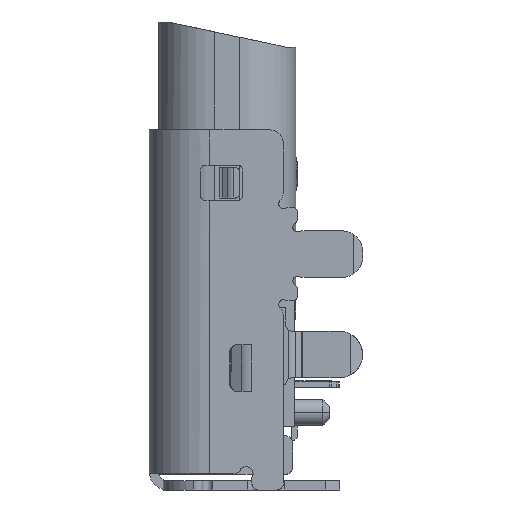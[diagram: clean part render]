
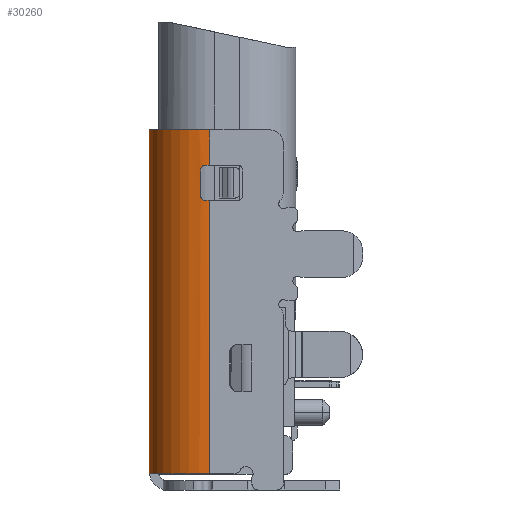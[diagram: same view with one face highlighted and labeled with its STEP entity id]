
A CAD part, left-side view. The second image highlights one B-rep face of the part: STEP entity #30260.
In plain terms, the highlighted cylindrical face has radius 1.3 mm (diameter 2.6 mm), a partial arc.
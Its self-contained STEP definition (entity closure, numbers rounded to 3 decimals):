
#3406=CARTESIAN_POINT('',(-3.29,0.37,3.45));
#3407=DIRECTION('',(0.,0.,-1.));
#3408=DIRECTION('',(-1.,0.,0.));
#3409=AXIS2_PLACEMENT_3D('',#3406,#3407,#3408);
#3440=CARTESIAN_POINT('',(-3.29,0.37,1.942));
#3441=DIRECTION('',(0.,0.,-1.));
#3442=DIRECTION('',(-1.,0.,0.));
#3443=AXIS2_PLACEMENT_3D('',#3440,#3441,#3442);
#3827=DIRECTION('',(0.,0.,-1.));
#3828=VECTOR('',#3827,5.852);
#3829=CARTESIAN_POINT('',(-4.59,0.37,1.942));
#3830=LINE('16603',#3829,#3828);
#3831=DIRECTION('',(0.,0.,1.));
#3832=VECTOR('',#3831,7.36);
#3833=CARTESIAN_POINT('',(-3.29,1.67,-3.91));
#3834=LINE('16456',#3833,#3832);
#3835=DIRECTION('',(0.,0.,-1.));
#3836=VECTOR('',#3835,0.758);
#3837=CARTESIAN_POINT('',(-4.59,0.37,3.45));
#3838=LINE('16563',#3837,#3836);
#3839=DIRECTION('',(0.,0.,-1.));
#3840=VECTOR('',#3839,0.55);
#3841=CARTESIAN_POINT('',(-4.575,0.57,2.592));
#3842=LINE('16615',#3841,#3840);
#3843=CARTESIAN_POINT('',(-3.29,0.37,-3.91));
#3844=DIRECTION('',(0.,0.,1.));
#3845=DIRECTION('',(0.,1.,0.));
#3846=AXIS2_PLACEMENT_3D('',#3843,#3844,#3845);
#4098=CARTESIAN_POINT('',(-3.29,0.37,2.692));
#4099=DIRECTION('',(0.,0.,1.));
#4100=DIRECTION('',(-0.997,0.077,0.));
#4101=AXIS2_PLACEMENT_3D('',#4098,#4099,#4100);
#4120=CARTESIAN_POINT('',(-4.575,0.57,2.592));
#4121=CARTESIAN_POINT('',(-4.575,0.57,2.602));
#4122=CARTESIAN_POINT('',(-4.575,0.567,
2.623));
#4123=CARTESIAN_POINT('',(-4.577,0.552,
2.651));
#4124=CARTESIAN_POINT('',(-4.58,0.53,
2.674));
#4125=CARTESIAN_POINT('',(-4.583,0.501,
2.688));
#4126=CARTESIAN_POINT('',(-4.585,0.48,
2.692));
#4127=CARTESIAN_POINT('',(-4.586,0.47,2.692));
#4146=CARTESIAN_POINT('',(-4.586,0.47,1.942));
#4147=CARTESIAN_POINT('',(-4.585,0.48,
1.942));
#4148=CARTESIAN_POINT('',(-4.583,0.501,
1.945));
#4149=CARTESIAN_POINT('',(-4.58,0.53,
1.959));
#4150=CARTESIAN_POINT('',(-4.577,0.552,
1.982));
#4151=CARTESIAN_POINT('',(-4.575,0.567,
2.011));
#4152=CARTESIAN_POINT('',(-4.575,0.57,2.031));
#4153=CARTESIAN_POINT('',(-4.575,0.57,2.042));
#21831=CARTESIAN_POINT('',(-3.29,1.67,3.45));
#21832=VERTEX_POINT('',#21831);
#21833=CARTESIAN_POINT('',(-3.29,1.67,-3.91));
#21834=VERTEX_POINT('',#21833);
#21889=CARTESIAN_POINT('',(-4.59,0.37,3.45));
#21890=VERTEX_POINT('',#21889);
#21907=CARTESIAN_POINT('',(-4.59,0.37,1.942));
#21908=VERTEX_POINT('',#21907);
#21909=CARTESIAN_POINT('',(-4.586,0.47,1.942));
#21910=VERTEX_POINT('',#21909);
#22011=CARTESIAN_POINT('',(-4.59,0.37,2.692));
#22012=VERTEX_POINT('',#22011);
#22089=CARTESIAN_POINT('',(-4.59,0.37,-3.91));
#22090=VERTEX_POINT('',#22089);
#22103=CARTESIAN_POINT('',(-4.586,0.47,2.692));
#22104=VERTEX_POINT('',#22103);
#22105=VERTEX_POINT('',#4120);
#22106=CARTESIAN_POINT('',(-4.575,0.57,2.042));
#22107=VERTEX_POINT('',#22106);
#30238=CARTESIAN_POINT('',(-3.29,0.37,-4.26));
#30239=DIRECTION('',(0.,0.,1.));
#30240=DIRECTION('',(1.,0.,0.));
#30241=AXIS2_PLACEMENT_3D('',#30238,#30239,#30240);
#30242=CYLINDRICAL_SURFACE('20343',#30241,1.3);
#30243=ORIENTED_EDGE('16507',*,*,#29978,.F.);
#30244=ORIENTED_EDGE('16603',*,*,#30212,.T.);
#30246=ORIENTED_EDGE('16612',*,*,#30245,.F.);
#30247=ORIENTED_EDGE('16456',*,*,#29768,.T.);
#30248=ORIENTED_EDGE('16494',*,*,#29930,.F.);
#30249=ORIENTED_EDGE('16563',*,*,#30131,.T.);
#30251=ORIENTED_EDGE('16613',*,*,#30250,.F.);
#30253=ORIENTED_EDGE('16614',*,*,#30252,.F.);
#30255=ORIENTED_EDGE('16615',*,*,#30254,.T.);
#30257=ORIENTED_EDGE('16616',*,*,#30256,.F.);
#30258=EDGE_LOOP('20343',(#30243,#30244,#30246,#30247,#30248,#30249,#30251,
#30253,#30255,#30257));
#30259=FACE_OUTER_BOUND('20343',#30258,.F.);
#3410=CIRCLE('16494',#3409,1.3);
#3444=CIRCLE('16507',#3443,1.3);
#3847=CIRCLE('16612',#3846,1.3);
#4102=CIRCLE('16613',#4101,1.3);
#4128=B_SPLINE_CURVE_WITH_KNOTS('16614',3,(#4120,#4121,#4122,#4123,#4124,#4125,
#4126,#4127),.UNSPECIFIED.,.F.,.F.,(4,1,1,1,1,4),(0.,0.2,0.4,0.6,0.8,
1.),.UNSPECIFIED.);
#4154=B_SPLINE_CURVE_WITH_KNOTS('16616',3,(#4146,#4147,#4148,#4149,#4150,#4151,
#4152,#4153),.UNSPECIFIED.,.F.,.F.,(4,1,1,1,1,4),(0.,0.2,0.4,0.6,0.8,
1.),.UNSPECIFIED.);
#29768=EDGE_CURVE('16456',#21834,#21832,#3834,.T.);
#29930=EDGE_CURVE('16494',#21890,#21832,#3410,.T.);
#29978=EDGE_CURVE('16507',#21908,#21910,#3444,.T.);
#30131=EDGE_CURVE('16563',#21890,#22012,#3838,.T.);
#30212=EDGE_CURVE('16603',#21908,#22090,#3830,.T.);
#30245=EDGE_CURVE('16612',#21834,#22090,#3847,.T.);
#30250=EDGE_CURVE('16613',#22104,#22012,#4102,.T.);
#30252=EDGE_CURVE('16614',#22105,#22104,#4128,.T.);
#30254=EDGE_CURVE('16615',#22105,#22107,#3842,.T.);
#30256=EDGE_CURVE('16616',#21910,#22107,#4154,.T.);
#30260=ADVANCED_FACE('20343',(#30259),#30242,.T.);
